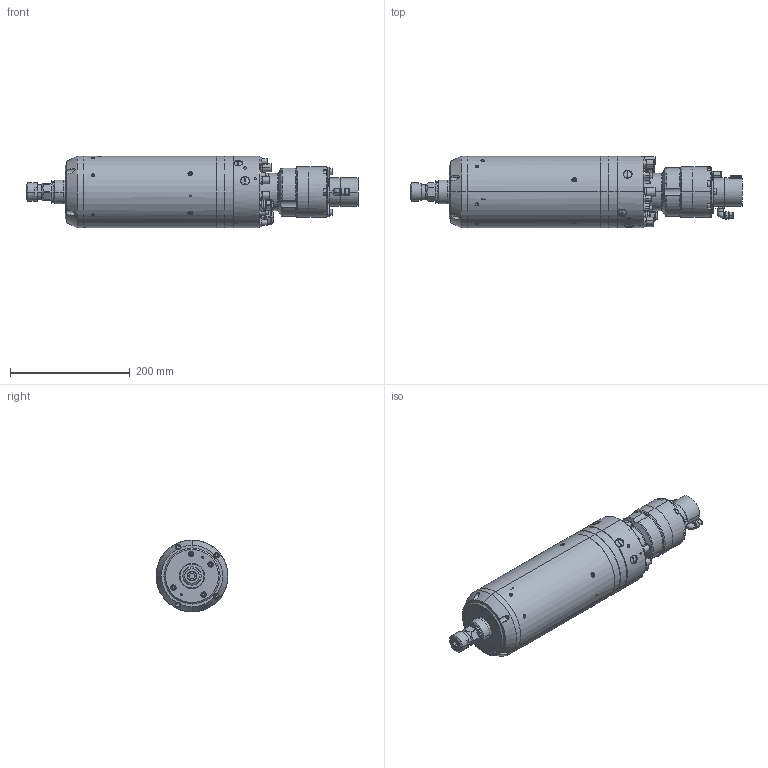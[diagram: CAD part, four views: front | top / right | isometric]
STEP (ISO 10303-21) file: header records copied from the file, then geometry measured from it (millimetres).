
FILE_DESCRIPTION (( 'STEP AP203' ), '1' );
FILE_NAME ('120AI36HKW-00-.STEP', '2012-07-02T06:17:47', ( 'FM10CAD1' ), ( 'IBAG Switzerland AG' ), 'SwSTEP 2.0', 'SolidWorks 2010', '' );
FILE_SCHEMA (( 'CONFIG_CONTROL_DESIGN' ));
Length unit declared in the file: millimetre
Products named in the file (1): 120AI36HKW-00-
Bounding box: 555.56 x 120 x 120 mm (x, y, z)
Surface area: 242532.1 mm2 (no closed solid volume)
Topology: 0 solids, 117 shells, 1085 faces, 3326 edges, 2338 vertices
Faces by surface type: plane 490, cylinder 393, torus 99, cone 97, sphere 6
Entity records: 39918 total; most frequent: CARTESIAN_POINT 9595, DIRECTION 6811, ORIENTED_EDGE 5304, EDGE_CURVE 3302, AXIS2_PLACEMENT_3D 2588, VERTEX_POINT 2338, VECTOR 1635, LINE 1635
